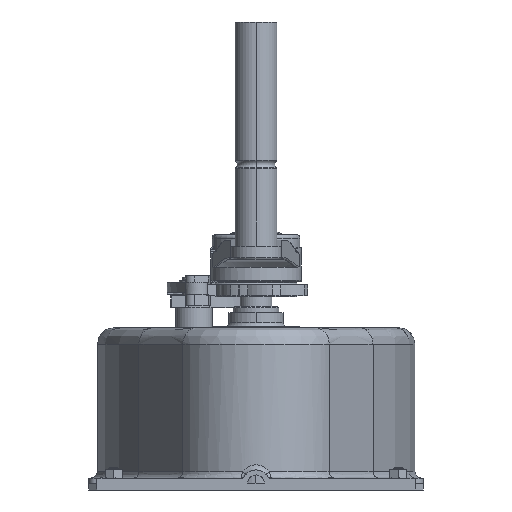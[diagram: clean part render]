
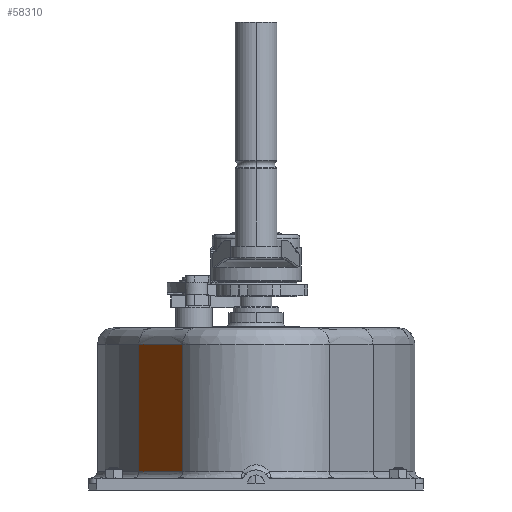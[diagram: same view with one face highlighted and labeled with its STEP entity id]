
A CAD part, front view. The second image highlights one B-rep face of the part: STEP entity #58310.
In plain terms, the highlighted face is planar.
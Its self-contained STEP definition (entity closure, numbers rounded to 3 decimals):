
#1850=CARTESIAN_POINT('',(43.736,-114.231,-87.));
#1860=VERTEX_POINT('',#1850);
#32460=CARTESIAN_POINT('',(21.235,-154.846,-87.));
#32470=DIRECTION('',(0.485,0.875,0.));
#32480=VECTOR('',#32470,1.);
#32490=LINE('',#32460,#32480);
#32500=CARTESIAN_POINT('',(69.946,-66.922,-87.));
#32510=VERTEX_POINT('',#32500);
#32520=EDGE_CURVE('',#1860,#32510,#32490,.T.);
#57430=CARTESIAN_POINT('',(43.736,-114.231,-11.));
#57440=VERTEX_POINT('',#57430);
#57990=CARTESIAN_POINT('',(43.736,-114.231,-97.));
#58000=DIRECTION('',(0.,0.,1.));
#58010=VECTOR('',#58000,1.);
#58020=LINE('',#57990,#58010);
#58030=EDGE_CURVE('',#1860,#57440,#58020,.T.);
#58080=CARTESIAN_POINT('',(43.736,-114.231,-97.));
#58090=DIRECTION('',(-0.875,0.485,0.));
#58100=DIRECTION('',(-0.485,-0.875,0.));
#58110=AXIS2_PLACEMENT_3D('',#58080,#58090,#58100);
#58120=PLANE('',#58110);
#58130=ORIENTED_EDGE('',*,*,#32520,.T.);
#58140=ORIENTED_EDGE('',*,*,#58030,.F.);
#58150=CARTESIAN_POINT('',(24.994,-148.062,-11.));
#58160=DIRECTION('',(-0.485,-0.875,0.));
#58170=VECTOR('',#58160,1.);
#58180=LINE('',#58150,#58170);
#58190=CARTESIAN_POINT('',(69.946,-66.922,-11.));
#58200=VERTEX_POINT('',#58190);
#58210=EDGE_CURVE('',#58200,#57440,#58180,.T.);
#58220=ORIENTED_EDGE('',*,*,#58210,.T.);
#58230=CARTESIAN_POINT('',(69.946,-66.922,-97.));
#58240=DIRECTION('',(0.,0.,1.));
#58250=VECTOR('',#58240,1.);
#58260=LINE('',#58230,#58250);
#58270=EDGE_CURVE('',#32510,#58200,#58260,.T.);
#58280=ORIENTED_EDGE('',*,*,#58270,.T.);
#58290=EDGE_LOOP('',(#58280,#58220,#58140,#58130));
#58300=FACE_OUTER_BOUND('',#58290,.T.);
#58310=ADVANCED_FACE('',(#58300),#58120,.F.);
